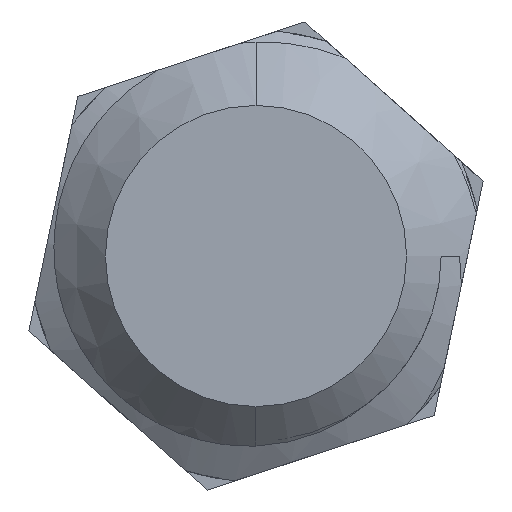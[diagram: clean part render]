
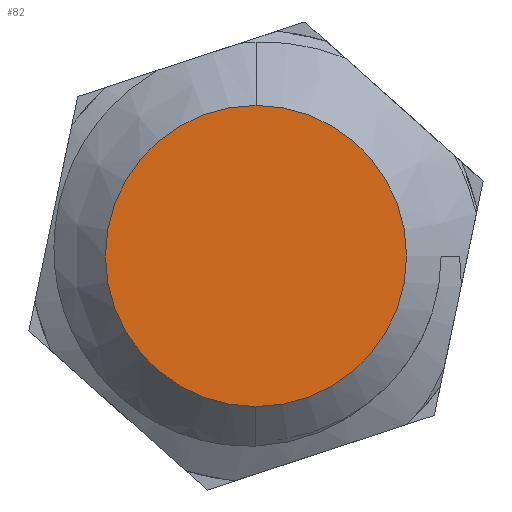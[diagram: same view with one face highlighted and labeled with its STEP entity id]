
A CAD part, front view. The second image highlights one B-rep face of the part: STEP entity #82.
In plain terms, the highlighted planar face has unit normal (0, -1, 0).
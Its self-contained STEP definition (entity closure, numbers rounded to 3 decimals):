
#32 = VERTEX_POINT ( 'NONE', #613 ) ;
#71 = CARTESIAN_POINT ( 'NONE',  ( 0., 0., 0. ) ) ;
#82 = ADVANCED_FACE ( 'NONE', ( #714 ), #3798, .F. ) ;
#167 = EDGE_CURVE ( 'NONE', #32, #436, #2552, .T. ) ;
#364 = EDGE_CURVE ( 'NONE', #436, #32, #381, .T. ) ;
#381 = CIRCLE ( 'NONE', #2036, 2. ) ;
#414 = ORIENTED_EDGE ( 'NONE', *, *, #167, .T. ) ;
#426 = DIRECTION ( 'NONE',  ( 0., 1., 0. ) ) ;
#436 = VERTEX_POINT ( 'NONE', #2198 ) ;
#525 = AXIS2_PLACEMENT_3D ( 'NONE', #2304, #426, #2568 ) ;
#613 = CARTESIAN_POINT ( 'NONE',  ( 0., 0., 2. ) ) ;
#714 = FACE_OUTER_BOUND ( 'NONE', #3164, .T. ) ;
#1159 = CARTESIAN_POINT ( 'NONE',  ( 0., 0., 0. ) ) ;
#1185 = AXIS2_PLACEMENT_3D ( 'NONE', #71, #3471, #2203 ) ;
#1429 = DIRECTION ( 'NONE',  ( 0., -1., 0. ) ) ;
#1748 = ORIENTED_EDGE ( 'NONE', *, *, #364, .T. ) ;
#2036 = AXIS2_PLACEMENT_3D ( 'NONE', #1159, #1429, #2675 ) ;
#2198 = CARTESIAN_POINT ( 'NONE',  ( 0., 0., -2. ) ) ;
#2203 = DIRECTION ( 'NONE',  ( 0., 0., -1. ) ) ;
#2304 = CARTESIAN_POINT ( 'NONE',  ( 0., 0., 0. ) ) ;
#2552 = CIRCLE ( 'NONE', #1185, 2. ) ;
#2568 = DIRECTION ( 'NONE',  ( 0., 0., 1. ) ) ;
#2675 = DIRECTION ( 'NONE',  ( 0., 0., -1. ) ) ;
#3164 = EDGE_LOOP ( 'NONE', ( #414, #1748 ) ) ;
#3471 = DIRECTION ( 'NONE',  ( 0., -1., 0. ) ) ;
#3798 = PLANE ( 'NONE',  #525 ) ;
